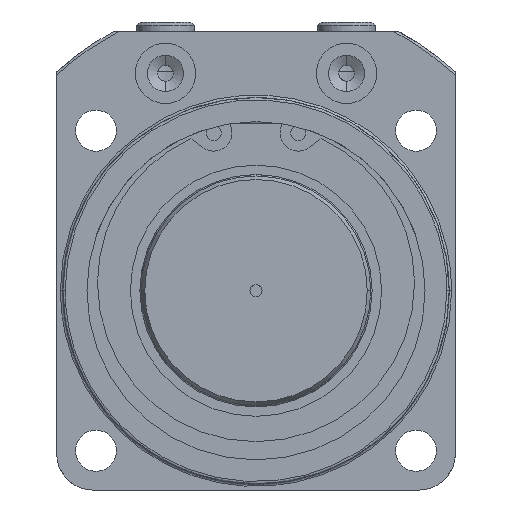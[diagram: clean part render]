
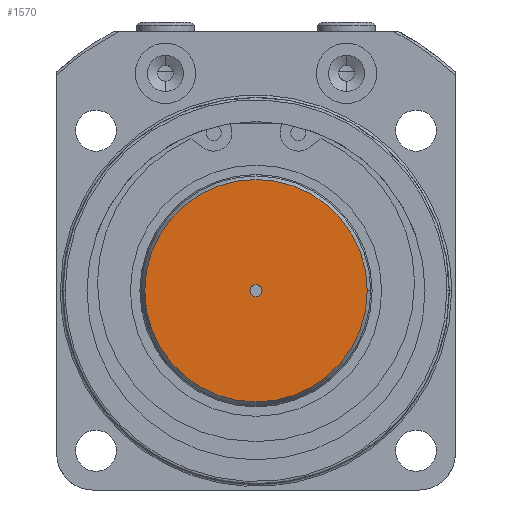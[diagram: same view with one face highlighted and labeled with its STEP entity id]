
A CAD part, front view. The second image highlights one B-rep face of the part: STEP entity #1570.
In plain terms, the highlighted planar face has unit normal (0, -1, 0).
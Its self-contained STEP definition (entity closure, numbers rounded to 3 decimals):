
#1570 = ADVANCED_FACE ( 'NONE', ( #9812, #9795 ), #7048, .F. ) ;
#2336 = EDGE_CURVE ( 'NONE', #5987, #6390, #9763, .T. ) ;
#2340 = EDGE_CURVE ( 'NONE', #6165, #6173, #9759, .T. ) ;
#2345 = EDGE_CURVE ( 'NONE', #6173, #6165, #9749, .T. ) ;
#2346 = EDGE_CURVE ( 'NONE', #6390, #5987, #9987, .T. ) ;
#3032 = AXIS2_PLACEMENT_3D ( 'NONE', #7054, #7046, #7045 ) ;
#3769 = CARTESIAN_POINT ( 'NONE',  ( -18.423, -50., 0. ) ) ;
#3851 = CARTESIAN_POINT ( 'NONE',  ( 0., -50., 1. ) ) ;
#3867 = CARTESIAN_POINT ( 'NONE',  ( 0., -50., -1. ) ) ;
#3965 = CARTESIAN_POINT ( 'NONE',  ( 18.423, -50., 0. ) ) ;
#5987 = VERTEX_POINT ( 'NONE', #3769 ) ;
#6033 = ORIENTED_EDGE ( 'NONE', *, *, #2340, .F. ) ;
#6070 = ORIENTED_EDGE ( 'NONE', *, *, #2346, .F. ) ;
#6131 = ORIENTED_EDGE ( 'NONE', *, *, #2345, .F. ) ;
#6165 = VERTEX_POINT ( 'NONE', #3851 ) ;
#6173 = VERTEX_POINT ( 'NONE', #3867 ) ;
#6260 = ORIENTED_EDGE ( 'NONE', *, *, #2336, .F. ) ;
#6390 = VERTEX_POINT ( 'NONE', #3965 ) ;
#7045 = DIRECTION ( 'NONE',  ( 0., 0., 1. ) ) ;
#7046 = DIRECTION ( 'NONE',  ( 0., 1., 0. ) ) ;
#7048 = PLANE ( 'NONE',  #3032 ) ;
#7054 = CARTESIAN_POINT ( 'NONE',  ( -18.423, -50., 0. ) ) ;
#8095 = AXIS2_PLACEMENT_3D ( 'NONE', #10207, #10206, #10205 ) ;
#8097 = AXIS2_PLACEMENT_3D ( 'NONE', #10196, #10195, #10194 ) ;
#8100 = AXIS2_PLACEMENT_3D ( 'NONE', #10176, #10175, #10173 ) ;
#8101 = AXIS2_PLACEMENT_3D ( 'NONE', #10171, #10168, #10167 ) ;
#9749 = CIRCLE ( 'NONE', #8100, 1. ) ;
#9759 = CIRCLE ( 'NONE', #8097, 1. ) ;
#9763 = CIRCLE ( 'NONE', #8095, 18.423 ) ;
#9795 = FACE_BOUND ( 'NONE', #12194, .T. ) ;
#9812 = FACE_OUTER_BOUND ( 'NONE', #12198, .T. ) ;
#9987 = CIRCLE ( 'NONE', #8101, 18.423 ) ;
#10167 = DIRECTION ( 'NONE',  ( -1., 0., 0. ) ) ;
#10168 = DIRECTION ( 'NONE',  ( 0., 1., 0. ) ) ;
#10171 = CARTESIAN_POINT ( 'NONE',  ( 0., -50., 0. ) ) ;
#10173 = DIRECTION ( 'NONE',  ( 0., 0., 1. ) ) ;
#10175 = DIRECTION ( 'NONE',  ( 0., -1., 0. ) ) ;
#10176 = CARTESIAN_POINT ( 'NONE',  ( 0., -50., 0. ) ) ;
#10194 = DIRECTION ( 'NONE',  ( 0., 0., 1. ) ) ;
#10195 = DIRECTION ( 'NONE',  ( 0., -1., 0. ) ) ;
#10196 = CARTESIAN_POINT ( 'NONE',  ( 0., -50., 0. ) ) ;
#10205 = DIRECTION ( 'NONE',  ( -1., 0., 0. ) ) ;
#10206 = DIRECTION ( 'NONE',  ( 0., 1., 0. ) ) ;
#10207 = CARTESIAN_POINT ( 'NONE',  ( 0., -50., 0. ) ) ;
#12194 = EDGE_LOOP ( 'NONE', ( #6033, #6131 ) ) ;
#12198 = EDGE_LOOP ( 'NONE', ( #6260, #6070 ) ) ;
